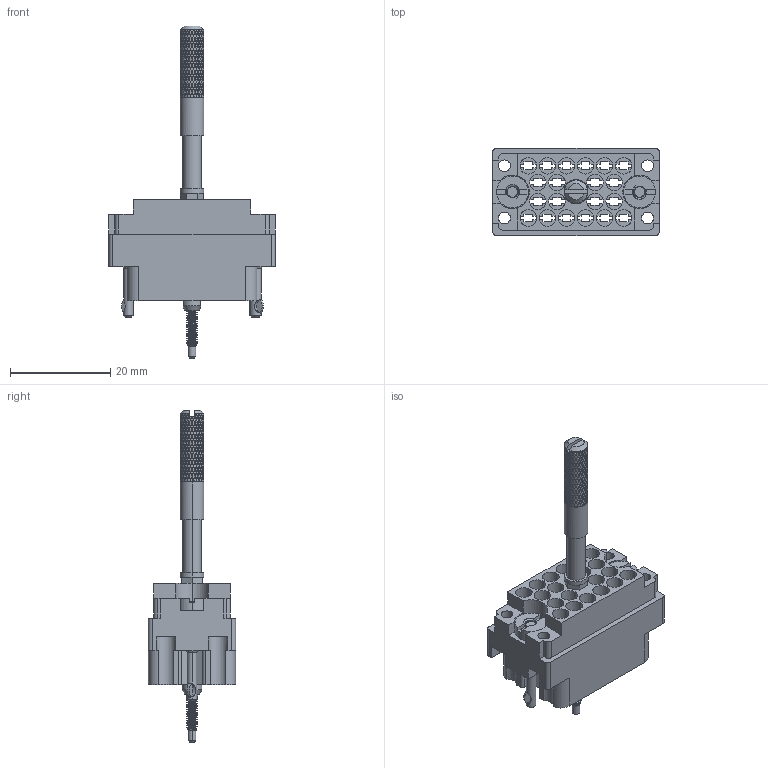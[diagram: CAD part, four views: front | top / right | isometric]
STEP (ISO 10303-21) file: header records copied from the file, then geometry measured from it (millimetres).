
FILE_DESCRIPTION (( 'STEP AP203' ), '1' );
FILE_NAME ('516-020-000-101.STEP', '2020-03-09T11:57:49', ( '' ), ( '' ), 'SwSTEP 2.0', 'SolidWorks 2016', '' );
FILE_SCHEMA (( 'CONFIG_CONTROL_DESIGN' ));
Length unit declared in the file: inch
Products named in the file (11): Actuating Screw Assy 020; 516-020-000-101; 516-252-022-102; 516-250-021-102; 516-250-020-111; 516-252-021-102_020; 516-253-025-100; 516 Plug Insulator_020; 516-222-020-102_021; 516-251-025-100; 516-222-020-102_020
Assembly tree (11 placements, depth 3):
  516-020-000-101
    516 Plug Insulator_020
    516-252-021-102_020  x2
    516-222-020-102_020
    Actuating Screw Assy 020
      516-251-025-100
      516-250-021-102
      516-250-020-111
      516-253-025-100
      516-252-022-102
    516-222-020-102_021
Bounding box: 33.32 x 17.42 x 66.29 mm (x, y, z)
Volume: 5528.4 mm3; surface area: 8972.1 mm2
Topology: 10 solids, 10 shells, 3479 faces, 7840 edges, 4399 vertices
Faces by surface type: bspline 2058, cylinder 806, plane 553, cone 58, torus 4
Entity records: 188283 total; most frequent: CARTESIAN_POINT 134100, ORIENTED_EDGE 15500, EDGE_CURVE 7750, DIRECTION 5797, VERTEX_POINT 4339, EDGE_LOOP 3531, ADVANCED_FACE 3448, FACE_OUTER_BOUND 3448
